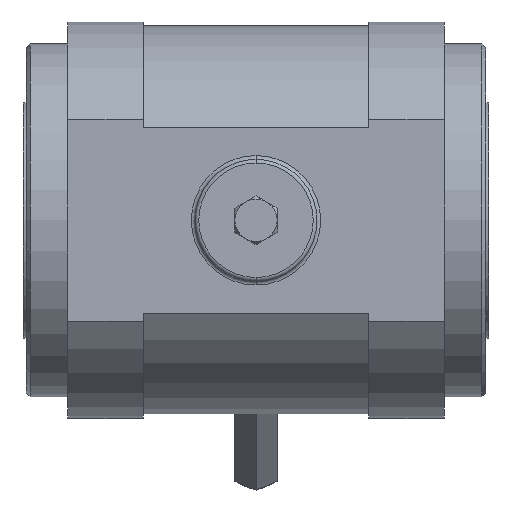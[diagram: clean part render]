
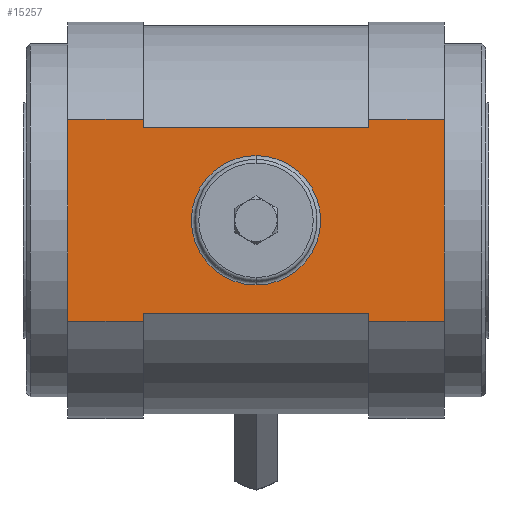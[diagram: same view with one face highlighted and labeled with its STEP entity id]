
A CAD part, front view. The second image highlights one B-rep face of the part: STEP entity #15257.
In plain terms, the highlighted planar face has unit normal (0, -1, 0).
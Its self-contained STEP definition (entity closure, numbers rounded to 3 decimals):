
#56 = VECTOR ( 'NONE', #4047, 1000. ) ;
#110 = VERTEX_POINT ( 'NONE', #3466 ) ;
#214 = EDGE_CURVE ( 'NONE', #2445, #14750, #13374, .T. ) ;
#223 = CARTESIAN_POINT ( 'NONE',  ( -60.9, -92.139, 50.06 ) ) ;
#357 = LINE ( 'NONE', #10487, #2225 ) ;
#420 = CARTESIAN_POINT ( 'NONE',  ( 60.9, -92.139, 0. ) ) ;
#565 = DIRECTION ( 'NONE',  ( 0., 0., 1. ) ) ;
#1006 = LINE ( 'NONE', #17021, #56 ) ;
#1189 = ORIENTED_EDGE ( 'NONE', *, *, #15144, .T. ) ;
#1265 = FACE_BOUND ( 'NONE', #10471, .T. ) ;
#1371 = CARTESIAN_POINT ( 'NONE',  ( 0., -92.139, -34.895 ) ) ;
#1453 = EDGE_CURVE ( 'NONE', #3150, #2307, #2910, .T. ) ;
#1617 = DIRECTION ( 'NONE',  ( -1., 0., 0. ) ) ;
#1698 = DIRECTION ( 'NONE',  ( -1., 0., 0. ) ) ;
#1917 = EDGE_CURVE ( 'NONE', #14750, #14752, #13069, .T. ) ;
#2225 = VECTOR ( 'NONE', #3022, 1000. ) ;
#2285 = AXIS2_PLACEMENT_3D ( 'NONE', #11711, #4713, #17480 ) ;
#2307 = VERTEX_POINT ( 'NONE', #11972 ) ;
#2445 = VERTEX_POINT ( 'NONE', #3932 ) ;
#2902 = AXIS2_PLACEMENT_3D ( 'NONE', #13838, #9781, #5250 ) ;
#2910 = LINE ( 'NONE', #10099, #5160 ) ;
#2923 = EDGE_CURVE ( 'NONE', #110, #6215, #15986, .T. ) ;
#2944 = EDGE_CURVE ( 'NONE', #110, #4000, #357, .T. ) ;
#3022 = DIRECTION ( 'NONE',  ( 0., 0., 1. ) ) ;
#3150 = VERTEX_POINT ( 'NONE', #9171 ) ;
#3466 = CARTESIAN_POINT ( 'NONE',  ( -101.5, -92.139, -54.401 ) ) ;
#3566 = EDGE_CURVE ( 'NONE', #11654, #15433, #11079, .T. ) ;
#3681 = ORIENTED_EDGE ( 'NONE', *, *, #7876, .F. ) ;
#3695 = EDGE_CURVE ( 'NONE', #13154, #4000, #4185, .T. ) ;
#3807 = EDGE_CURVE ( 'NONE', #12006, #5021, #9105, .T. ) ;
#3932 = CARTESIAN_POINT ( 'NONE',  ( 60.9, -92.139, -54.401 ) ) ;
#3942 = ORIENTED_EDGE ( 'NONE', *, *, #3807, .F. ) ;
#4000 = VERTEX_POINT ( 'NONE', #5131 ) ;
#4047 = DIRECTION ( 'NONE',  ( 0., 0., 1. ) ) ;
#4185 = LINE ( 'NONE', #17256, #11089 ) ;
#4682 = ORIENTED_EDGE ( 'NONE', *, *, #1453, .T. ) ;
#4691 = DIRECTION ( 'NONE',  ( 1., 0., 0. ) ) ;
#4713 = DIRECTION ( 'NONE',  ( 0., 1., 0. ) ) ;
#4974 = DIRECTION ( 'NONE',  ( 0., 1., 0. ) ) ;
#5021 = VERTEX_POINT ( 'NONE', #5831 ) ;
#5030 = CIRCLE ( 'NONE', #2285, 34.895 ) ;
#5131 = CARTESIAN_POINT ( 'NONE',  ( -101.5, -92.139, 54.401 ) ) ;
#5160 = VECTOR ( 'NONE', #12923, 1000. ) ;
#5250 = DIRECTION ( 'NONE',  ( 0., 0., 1. ) ) ;
#5539 = VECTOR ( 'NONE', #8650, 1000. ) ;
#5740 = CARTESIAN_POINT ( 'NONE',  ( -60.9, -92.139, 0. ) ) ;
#5819 = EDGE_CURVE ( 'NONE', #15433, #11654, #5030, .T. ) ;
#5831 = CARTESIAN_POINT ( 'NONE',  ( 60.9, -92.139, 54.401 ) ) ;
#6215 = VERTEX_POINT ( 'NONE', #15360 ) ;
#6723 = EDGE_LOOP ( 'NONE', ( #18694, #7884, #4682, #3681, #3942, #16871, #8283, #9361, #16824, #10664, #1189, #7212 ) ) ;
#7212 = ORIENTED_EDGE ( 'NONE', *, *, #1917, .F. ) ;
#7380 = VECTOR ( 'NONE', #1698, 1000. ) ;
#7441 = FACE_OUTER_BOUND ( 'NONE', #6723, .T. ) ;
#7799 = CARTESIAN_POINT ( 'NONE',  ( 60.9, -92.139, 0. ) ) ;
#7825 = PLANE ( 'NONE',  #14812 ) ;
#7876 = EDGE_CURVE ( 'NONE', #5021, #2307, #17193, .T. ) ;
#7884 = ORIENTED_EDGE ( 'NONE', *, *, #8736, .F. ) ;
#8033 = VERTEX_POINT ( 'NONE', #223 ) ;
#8283 = ORIENTED_EDGE ( 'NONE', *, *, #12661, .T. ) ;
#8472 = VECTOR ( 'NONE', #15945, 1000. ) ;
#8650 = DIRECTION ( 'NONE',  ( -1., 0., 0. ) ) ;
#8703 = CARTESIAN_POINT ( 'NONE',  ( -60.9, -92.139, 54.401 ) ) ;
#8707 = CARTESIAN_POINT ( 'NONE',  ( -101.5, -92.139, -54.401 ) ) ;
#8736 = EDGE_CURVE ( 'NONE', #3150, #2445, #10507, .T. ) ;
#8831 = CARTESIAN_POINT ( 'NONE',  ( 60.9, -92.139, -50.06 ) ) ;
#8890 = DIRECTION ( 'NONE',  ( 1., 0., 0. ) ) ;
#9105 = LINE ( 'NONE', #7799, #17539 ) ;
#9171 = CARTESIAN_POINT ( 'NONE',  ( 101.5, -92.139, -54.401 ) ) ;
#9211 = CARTESIAN_POINT ( 'NONE',  ( 60.9, -92.139, -50.06 ) ) ;
#9361 = ORIENTED_EDGE ( 'NONE', *, *, #3695, .T. ) ;
#9781 = DIRECTION ( 'NONE',  ( 0., 1., 0. ) ) ;
#10099 = CARTESIAN_POINT ( 'NONE',  ( 101.5, -92.139, 0. ) ) ;
#10471 = EDGE_LOOP ( 'NONE', ( #16210, #18328 ) ) ;
#10487 = CARTESIAN_POINT ( 'NONE',  ( -101.5, -92.139, 0. ) ) ;
#10507 = LINE ( 'NONE', #16289, #7380 ) ;
#10664 = ORIENTED_EDGE ( 'NONE', *, *, #2923, .T. ) ;
#10932 = CARTESIAN_POINT ( 'NONE',  ( 0., -92.139, 34.895 ) ) ;
#11079 = CIRCLE ( 'NONE', #2902, 34.895 ) ;
#11089 = VECTOR ( 'NONE', #1617, 1000. ) ;
#11597 = DIRECTION ( 'NONE',  ( 1., 0., 0. ) ) ;
#11654 = VERTEX_POINT ( 'NONE', #1371 ) ;
#11711 = CARTESIAN_POINT ( 'NONE',  ( 0., -92.139, 0. ) ) ;
#11961 = CARTESIAN_POINT ( 'NONE',  ( 0., -92.139, 0. ) ) ;
#11972 = CARTESIAN_POINT ( 'NONE',  ( 101.5, -92.139, 54.401 ) ) ;
#12006 = VERTEX_POINT ( 'NONE', #16096 ) ;
#12051 = DIRECTION ( 'NONE',  ( 0., 0., 1. ) ) ;
#12661 = EDGE_CURVE ( 'NONE', #8033, #13154, #1006, .T. ) ;
#12923 = DIRECTION ( 'NONE',  ( 0., 0., 1. ) ) ;
#13000 = LINE ( 'NONE', #5740, #8472 ) ;
#13069 = LINE ( 'NONE', #8831, #5539 ) ;
#13154 = VERTEX_POINT ( 'NONE', #8703 ) ;
#13374 = LINE ( 'NONE', #420, #17312 ) ;
#13570 = DIRECTION ( 'NONE',  ( 0., 0., 1. ) ) ;
#13838 = CARTESIAN_POINT ( 'NONE',  ( 0., -92.139, 0. ) ) ;
#14262 = EDGE_CURVE ( 'NONE', #8033, #12006, #15955, .T. ) ;
#14523 = CARTESIAN_POINT ( 'NONE',  ( 60.9, -92.139, 50.06 ) ) ;
#14750 = VERTEX_POINT ( 'NONE', #9211 ) ;
#14752 = VERTEX_POINT ( 'NONE', #16411 ) ;
#14812 = AXIS2_PLACEMENT_3D ( 'NONE', #11961, #4974, #12051 ) ;
#15144 = EDGE_CURVE ( 'NONE', #6215, #14752, #13000, .T. ) ;
#15257 = ADVANCED_FACE ( 'NONE', ( #1265, #7441 ), #7825, .F. ) ;
#15360 = CARTESIAN_POINT ( 'NONE',  ( -60.9, -92.139, -54.401 ) ) ;
#15433 = VERTEX_POINT ( 'NONE', #10932 ) ;
#15691 = VECTOR ( 'NONE', #4691, 1000. ) ;
#15945 = DIRECTION ( 'NONE',  ( 0., 0., 1. ) ) ;
#15955 = LINE ( 'NONE', #14523, #15691 ) ;
#15986 = LINE ( 'NONE', #8707, #17359 ) ;
#16096 = CARTESIAN_POINT ( 'NONE',  ( 60.9, -92.139, 50.06 ) ) ;
#16210 = ORIENTED_EDGE ( 'NONE', *, *, #5819, .T. ) ;
#16289 = CARTESIAN_POINT ( 'NONE',  ( 101.5, -92.139, -54.401 ) ) ;
#16411 = CARTESIAN_POINT ( 'NONE',  ( -60.9, -92.139, -50.06 ) ) ;
#16824 = ORIENTED_EDGE ( 'NONE', *, *, #2944, .F. ) ;
#16871 = ORIENTED_EDGE ( 'NONE', *, *, #14262, .F. ) ;
#17021 = CARTESIAN_POINT ( 'NONE',  ( -60.9, -92.139, 0. ) ) ;
#17104 = CARTESIAN_POINT ( 'NONE',  ( 101.5, -92.139, 54.401 ) ) ;
#17193 = LINE ( 'NONE', #17104, #18295 ) ;
#17256 = CARTESIAN_POINT ( 'NONE',  ( -101.5, -92.139, 54.401 ) ) ;
#17312 = VECTOR ( 'NONE', #13570, 1000. ) ;
#17359 = VECTOR ( 'NONE', #8890, 1000. ) ;
#17480 = DIRECTION ( 'NONE',  ( 0., 0., 1. ) ) ;
#17539 = VECTOR ( 'NONE', #565, 1000. ) ;
#18295 = VECTOR ( 'NONE', #11597, 1000. ) ;
#18328 = ORIENTED_EDGE ( 'NONE', *, *, #3566, .T. ) ;
#18694 = ORIENTED_EDGE ( 'NONE', *, *, #214, .F. ) ;
